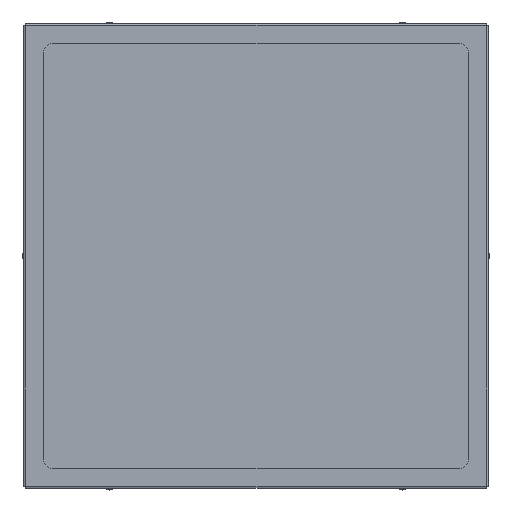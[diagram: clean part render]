
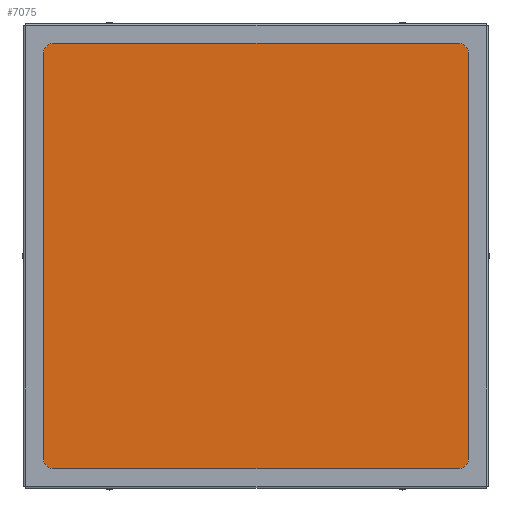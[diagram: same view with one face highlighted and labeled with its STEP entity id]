
A CAD part, top view. The second image highlights one B-rep face of the part: STEP entity #7075.
In plain terms, the highlighted planar face has unit normal (0, 0, 1).
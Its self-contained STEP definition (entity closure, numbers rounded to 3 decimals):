
#7075=ADVANCED_FACE('',(#10974),#10976,.T.);
#10974=FACE_BOUND('',#10975,.T.);
#10975=EDGE_LOOP('',(#13672,#13673,#13674,#13675));
#10976=PLANE('',#10977);
#10977=AXIS2_PLACEMENT_3D('',#10978,#10979,#10980);
#10978=CARTESIAN_POINT('',(2639.391,2011.174,2.));
#10979=DIRECTION('',(0.,0.,1.));
#10980=DIRECTION('',(1.,0.,0.));
#13672=ORIENTED_EDGE('',*,*,#15304,.T.);
#13673=ORIENTED_EDGE('',*,*,#15301,.T.);
#13674=ORIENTED_EDGE('',*,*,#15298,.T.);
#13675=ORIENTED_EDGE('',*,*,#15295,.T.);
#15295=EDGE_CURVE('',#16832,#16830,#16833,.T.);
#15298=EDGE_CURVE('',#16837,#16832,#16838,.T.);
#15301=EDGE_CURVE('',#16842,#16837,#16843,.T.);
#15304=EDGE_CURVE('',#16830,#16842,#16846,.T.);
#16830=VERTEX_POINT('',#20234);
#16832=VERTEX_POINT('',#20238);
#16833=LINE('',#20239,#20240);
#16837=VERTEX_POINT('',#20249);
#16838=LINE('',#20250,#20251);
#16842=VERTEX_POINT('',#20260);
#16843=LINE('',#20261,#20262);
#16846=LINE('',#20270,#20271);
#20234=CARTESIAN_POINT('',(2344.391,1716.174,2.));
#20238=CARTESIAN_POINT('',(2344.391,2306.174,2.));
#20239=CARTESIAN_POINT('',(2344.391,2306.174,2.));
#20240=VECTOR('',#20241,1.);
#20241=DIRECTION('',(0.,-1.,0.));
#20249=CARTESIAN_POINT('',(2934.391,2306.174,2.));
#20250=CARTESIAN_POINT('',(2934.391,2306.174,2.));
#20251=VECTOR('',#20252,1.);
#20252=DIRECTION('',(-1.,0.,0.));
#20260=CARTESIAN_POINT('',(2934.391,1716.174,2.));
#20261=CARTESIAN_POINT('',(2934.391,1716.174,2.));
#20262=VECTOR('',#20263,1.);
#20263=DIRECTION('',(0.,1.,0.));
#20270=CARTESIAN_POINT('',(2344.391,1716.174,2.));
#20271=VECTOR('',#20272,1.);
#20272=DIRECTION('',(1.,0.,0.));
